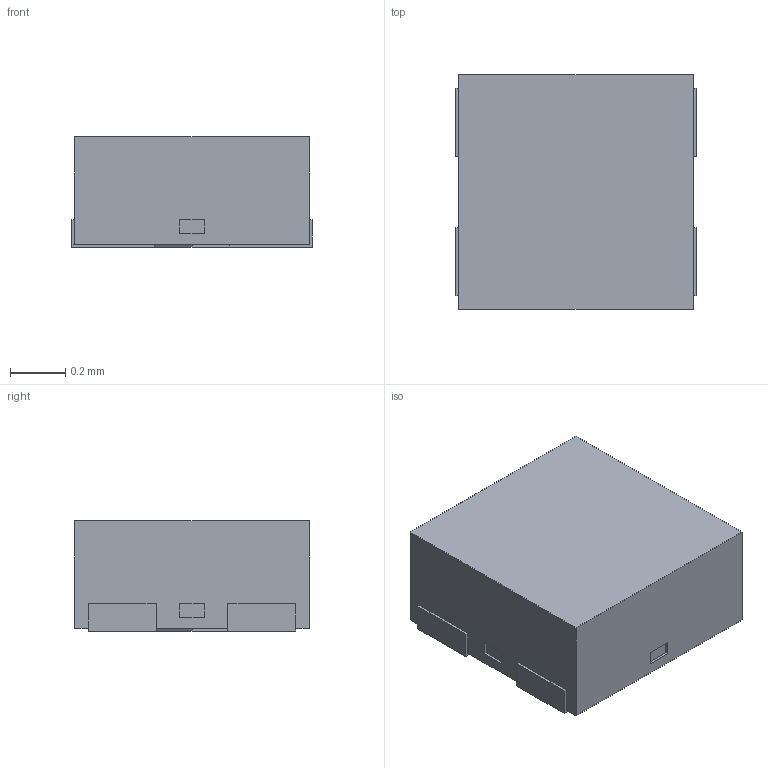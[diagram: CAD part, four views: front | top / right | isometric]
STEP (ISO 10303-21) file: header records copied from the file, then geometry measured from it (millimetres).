
FILE_DESCRIPTION(/* description */ (''),/* implementation_level */ '2;1');
FILE_NAME(/* name */ 'DPW0005A v3.step',/* time_stamp */ '2021-09-10T16:20:14+09:00',/* author */ (''),/* organization */ (''),/* preprocessor_version */ 'ST-DEVELOPER v18.1',/* originating_system */ 'Autodesk Translation Framework v10.10.0.1391',/* authorisation */ '');
FILE_SCHEMA (('AUTOMOTIVE_DESIGN { 1 0 10303 214 3 1 1 }'));
Length unit declared in the file: millimetre
Products named in the file (1): DPW0005A
Bounding box: 0.87 x 0.85 x 0.4 mm (x, y, z)
Volume: 0.3 mm3; surface area: 2.9 mm2
Topology: 1 solids, 1 shells, 57 faces, 149 edges, 99 vertices
Faces by surface type: plane 57
Entity records: 1804 total; most frequent: CARTESIAN_POINT 306, ORIENTED_EDGE 298, DIRECTION 265, LINE 149, VECTOR 149, EDGE_CURVE 149, VERTEX_POINT 99, EDGE_LOOP 62
